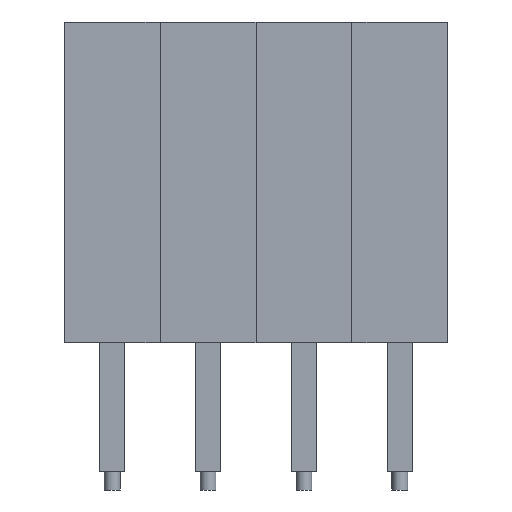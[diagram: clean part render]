
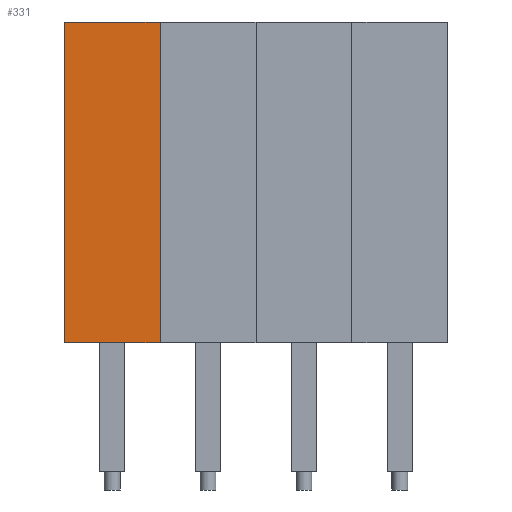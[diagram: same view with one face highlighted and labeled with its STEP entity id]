
A CAD part, front view. The second image highlights one B-rep face of the part: STEP entity #331.
In plain terms, the highlighted planar face has unit normal (0, -1, 0).
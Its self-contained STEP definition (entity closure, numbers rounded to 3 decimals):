
#331=ADVANCED_FACE('',(#548),#550,.T.);
#548=FACE_BOUND('',#549,.T.);
#549=EDGE_LOOP('',(#705,#706,#707,#708));
#550=PLANE('',#551);
#551=AXIS2_PLACEMENT_3D('',#552,#553,#554);
#552=CARTESIAN_POINT('',(0.,0.,0.));
#553=DIRECTION('',(0.,-1.,0.));
#554=DIRECTION('',(1.,0.,0.));
#705=ORIENTED_EDGE('',*,*,#794,.T.);
#706=ORIENTED_EDGE('',*,*,#775,.T.);
#707=ORIENTED_EDGE('',*,*,#789,.F.);
#708=ORIENTED_EDGE('',*,*,#782,.F.);
#775=EDGE_CURVE('',#857,#855,#858,.T.);
#782=EDGE_CURVE('',#867,#869,#870,.T.);
#789=EDGE_CURVE('',#869,#855,#879,.T.);
#794=EDGE_CURVE('',#867,#857,#888,.T.);
#855=VERTEX_POINT('',#1011);
#857=VERTEX_POINT('',#1015);
#858=LINE('',#1016,#1017);
#867=VERTEX_POINT('',#1037);
#869=VERTEX_POINT('',#1041);
#870=LINE('',#1042,#1043);
#879=LINE('',#1065,#1066);
#888=LINE('',#1084,#1085);
#1011=CARTESIAN_POINT('',(2.54,0.,8.5));
#1015=CARTESIAN_POINT('',(2.54,0.,0.));
#1016=CARTESIAN_POINT('',(2.54,0.,0.));
#1017=VECTOR('',#1018,1.);
#1018=DIRECTION('',(0.,0.,1.));
#1037=CARTESIAN_POINT('',(0.,0.,0.));
#1041=CARTESIAN_POINT('',(0.,0.,8.5));
#1042=CARTESIAN_POINT('',(0.,0.,0.));
#1043=VECTOR('',#1044,1.);
#1044=DIRECTION('',(0.,0.,1.));
#1065=CARTESIAN_POINT('',(0.,0.,8.5));
#1066=VECTOR('',#1067,1.);
#1067=DIRECTION('',(1.,0.,0.));
#1084=CARTESIAN_POINT('',(0.,0.,0.));
#1085=VECTOR('',#1086,1.);
#1086=DIRECTION('',(1.,0.,0.));
